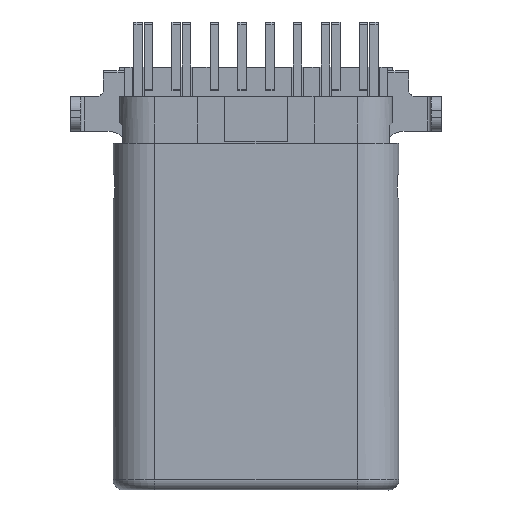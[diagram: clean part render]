
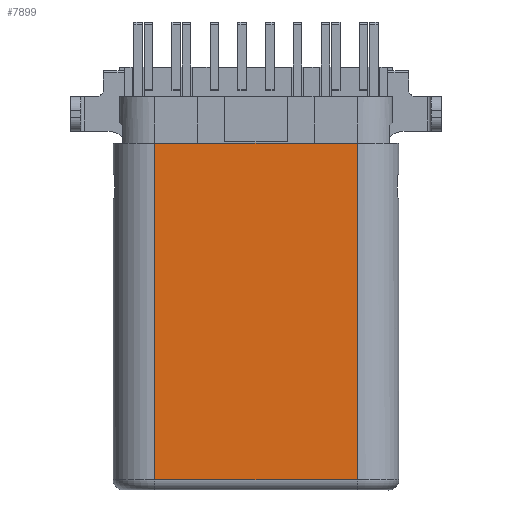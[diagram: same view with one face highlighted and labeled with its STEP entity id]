
A CAD part, front view. The second image highlights one B-rep face of the part: STEP entity #7899.
In plain terms, the highlighted planar face has unit normal (0, -1, 0).
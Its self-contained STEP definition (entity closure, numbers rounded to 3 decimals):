
#420=DIRECTION('',(1.,0.,0.));
#421=VECTOR('',#420,5.85);
#422=CARTESIAN_POINT('',(-2.925,-1.17,
-8.76));
#423=LINE('',#422,#421);
#443=DIRECTION('',(-1.,0.,0.));
#444=VECTOR('',#443,5.85);
#445=CARTESIAN_POINT('',(2.925,-1.17,0.94));
#446=LINE('',#445,#444);
#547=DIRECTION('',(0.,0.,-1.));
#548=VECTOR('',#547,9.7);
#549=CARTESIAN_POINT('',(-2.925,-1.17,
0.94));
#550=LINE('',#549,#548);
#567=DIRECTION('',(0.,0.,1.));
#568=VECTOR('',#567,9.7);
#569=CARTESIAN_POINT('',(2.925,-1.17,-8.76));
#570=LINE('',#569,#568);
#6202=CARTESIAN_POINT('',(2.925,-1.17,
0.94));
#6203=VERTEX_POINT('',#6202);
#6208=CARTESIAN_POINT('',(2.925,-1.17,
-8.76));
#6210=VERTEX_POINT('',#6208);
#6212=CARTESIAN_POINT('',(-2.925,-1.17,
0.94));
#6214=VERTEX_POINT('',#6212);
#6272=CARTESIAN_POINT('',(-2.925,-1.17,
-8.76));
#6273=VERTEX_POINT('',#6272);
#7885=CARTESIAN_POINT('',(4.125,-1.17,2.44));
#7886=DIRECTION('',(0.,-1.,0.));
#7887=DIRECTION('',(-1.,0.,0.));
#7888=AXIS2_PLACEMENT_3D('',#7885,#7886,#7887);
#7889=PLANE('',#7888);
#7891=ORIENTED_EDGE('',*,*,#7890,.F.);
#7893=ORIENTED_EDGE('',*,*,#7892,.F.);
#7894=ORIENTED_EDGE('',*,*,#7867,.F.);
#7896=ORIENTED_EDGE('',*,*,#7895,.F.);
#7897=EDGE_LOOP('',(#7891,#7893,#7894,#7896));
#7898=FACE_OUTER_BOUND('',#7897,.F.);
#7867=EDGE_CURVE('',#6273,#6210,#423,.T.);
#7890=EDGE_CURVE('',#6203,#6214,#446,.T.);
#7892=EDGE_CURVE('',#6210,#6203,#570,.T.);
#7895=EDGE_CURVE('',#6214,#6273,#550,.T.);
#7899=ADVANCED_FACE('',(#7898),#7889,.T.);
